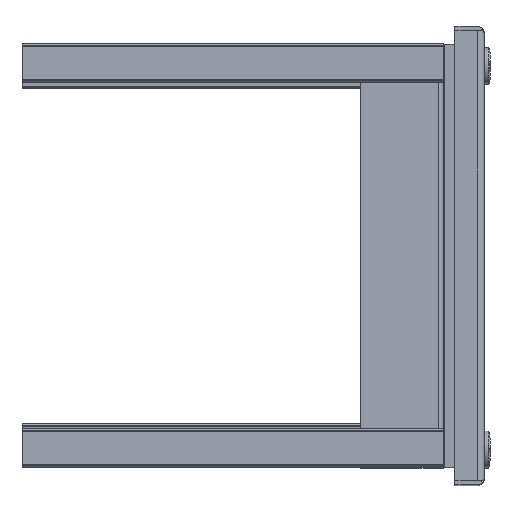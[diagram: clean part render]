
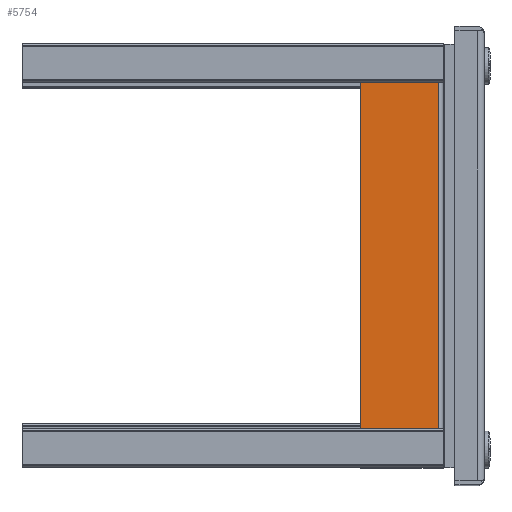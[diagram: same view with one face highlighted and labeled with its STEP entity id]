
A CAD part, top view. The second image highlights one B-rep face of the part: STEP entity #5754.
In plain terms, the highlighted face is planar.
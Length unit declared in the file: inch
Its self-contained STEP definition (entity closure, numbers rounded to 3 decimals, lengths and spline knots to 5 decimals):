
#144 = ORIENTED_EDGE ( 'NONE', *, *, #17904, .T. ) ;
#498 = CARTESIAN_POINT ( 'NONE',  ( -0.137, -7.537, -4.156 ) ) ;
#1196 = EDGE_CURVE ( 'NONE', #24341, #16277, #19658, .T. ) ;
#1270 = DIRECTION ( 'NONE',  ( 0., 0., -1. ) ) ;
#1434 = CARTESIAN_POINT ( 'NONE',  ( -0.137, -6.193, 4.5 ) ) ;
#1499 = CIRCLE ( 'NONE', #15931, 0.156 ) ;
#1648 = AXIS2_PLACEMENT_3D ( 'NONE', #5735, #19489, #7554 ) ;
#2127 = VECTOR ( 'NONE', #15508, 39.37008 ) ;
#2132 = DIRECTION ( 'NONE',  ( 0., 1., 0. ) ) ;
#2156 = VECTOR ( 'NONE', #29433, 39.37008 ) ;
#2680 = CARTESIAN_POINT ( 'NONE',  ( -0.137, -7.835, -4.5 ) ) ;
#2725 = CARTESIAN_POINT ( 'NONE',  ( -0.137, -6.193, 4.156 ) ) ;
#2804 = CARTESIAN_POINT ( 'NONE',  ( -0.137, -6.599, -4. ) ) ;
#2951 = CARTESIAN_POINT ( 'NONE',  ( -0.137, -6.193, -4.156 ) ) ;
#3161 = ORIENTED_EDGE ( 'NONE', *, *, #6209, .T. ) ;
#4311 = CARTESIAN_POINT ( 'NONE',  ( -0.137, -6.193, -4.5 ) ) ;
#4524 = VERTEX_POINT ( 'NONE', #26664 ) ;
#4556 = AXIS2_PLACEMENT_3D ( 'NONE', #15440, #17516, #1270 ) ;
#4644 = CARTESIAN_POINT ( 'NONE',  ( -0.137, -6.599, 4.156 ) ) ;
#5154 = VERTEX_POINT ( 'NONE', #28609 ) ;
#5389 = DIRECTION ( 'NONE',  ( 0., 0., 1. ) ) ;
#5553 = DIRECTION ( 'NONE',  ( 1., 0., 0. ) ) ;
#5613 = VECTOR ( 'NONE', #10815, 39.37008 ) ;
#5735 = CARTESIAN_POINT ( 'NONE',  ( -0.137, -7.537, -4. ) ) ;
#5754 = ADVANCED_FACE ( 'NONE', ( #8835, #8127, #25970 ), #19528, .T. ) ;
#5784 = VECTOR ( 'NONE', #25313, 39.37008 ) ;
#6209 = EDGE_CURVE ( 'NONE', #9938, #8283, #1499, .T. ) ;
#6253 = VECTOR ( 'NONE', #12021, 39.37008 ) ;
#6254 = DIRECTION ( 'NONE',  ( 1., 0., 0. ) ) ;
#6624 = CARTESIAN_POINT ( 'NONE',  ( -0.137, -6.193, 3.844 ) ) ;
#6971 = CIRCLE ( 'NONE', #10919, 0.156 ) ;
#7262 = EDGE_CURVE ( 'NONE', #5154, #9266, #24367, .T. ) ;
#7554 = DIRECTION ( 'NONE',  ( 0., 0., 1. ) ) ;
#7578 = CIRCLE ( 'NONE', #20849, 0.156 ) ;
#7805 = DIRECTION ( 'NONE',  ( 0., -1., 0. ) ) ;
#8127 = FACE_BOUND ( 'NONE', #24610, .T. ) ;
#8165 = EDGE_CURVE ( 'NONE', #9998, #27770, #7578, .T. ) ;
#8167 = VECTOR ( 'NONE', #7805, 39.37008 ) ;
#8283 = VERTEX_POINT ( 'NONE', #13482 ) ;
#8659 = CARTESIAN_POINT ( 'NONE',  ( -0.137, -6.193, -4.5 ) ) ;
#8835 = FACE_OUTER_BOUND ( 'NONE', #12027, .T. ) ;
#9138 = LINE ( 'NONE', #6624, #26307 ) ;
#9266 = VERTEX_POINT ( 'NONE', #18402 ) ;
#9938 = VERTEX_POINT ( 'NONE', #13449 ) ;
#9998 = VERTEX_POINT ( 'NONE', #16296 ) ;
#10815 = DIRECTION ( 'NONE',  ( 0., 0., 1. ) ) ;
#10919 = AXIS2_PLACEMENT_3D ( 'NONE', #2804, #5553, #26560 ) ;
#11349 = LINE ( 'NONE', #2951, #6253 ) ;
#12021 = DIRECTION ( 'NONE',  ( 0., 1., 0. ) ) ;
#12027 = EDGE_LOOP ( 'NONE', ( #27896, #144, #27086, #21964 ) ) ;
#12151 = DIRECTION ( 'NONE',  ( 0., -1., 0. ) ) ;
#13449 = CARTESIAN_POINT ( 'NONE',  ( -0.137, -7.537, 4.156 ) ) ;
#13482 = CARTESIAN_POINT ( 'NONE',  ( -0.137, -7.537, 3.844 ) ) ;
#13515 = LINE ( 'NONE', #1434, #2156 ) ;
#14430 = VERTEX_POINT ( 'NONE', #16673 ) ;
#15120 = VERTEX_POINT ( 'NONE', #498 ) ;
#15121 = EDGE_CURVE ( 'NONE', #27770, #9938, #25287, .T. ) ;
#15440 = CARTESIAN_POINT ( 'NONE',  ( -0.137, -6.193, -4.5 ) ) ;
#15508 = DIRECTION ( 'NONE',  ( 0., -1., 0. ) ) ;
#15931 = AXIS2_PLACEMENT_3D ( 'NONE', #17229, #23968, #5389 ) ;
#16277 = VERTEX_POINT ( 'NONE', #2680 ) ;
#16296 = CARTESIAN_POINT ( 'NONE',  ( -0.137, -6.599, 3.844 ) ) ;
#16673 = CARTESIAN_POINT ( 'NONE',  ( -0.137, -6.193, 4.5 ) ) ;
#16679 = VECTOR ( 'NONE', #12151, 39.37008 ) ;
#16765 = EDGE_CURVE ( 'NONE', #8283, #9998, #9138, .T. ) ;
#17229 = CARTESIAN_POINT ( 'NONE',  ( -0.137, -7.537, 4. ) ) ;
#17516 = DIRECTION ( 'NONE',  ( -1., 0., 0. ) ) ;
#17631 = EDGE_CURVE ( 'NONE', #14430, #24341, #23654, .T. ) ;
#17904 = EDGE_CURVE ( 'NONE', #16277, #20223, #23101, .T. ) ;
#18402 = CARTESIAN_POINT ( 'NONE',  ( -0.137, -7.537, -3.844 ) ) ;
#18896 = ORIENTED_EDGE ( 'NONE', *, *, #8165, .T. ) ;
#19489 = DIRECTION ( 'NONE',  ( 1., 0., 0. ) ) ;
#19528 = PLANE ( 'NONE',  #4556 ) ;
#19658 = LINE ( 'NONE', #8659, #2127 ) ;
#19819 = ORIENTED_EDGE ( 'NONE', *, *, #7262, .T. ) ;
#20003 = ORIENTED_EDGE ( 'NONE', *, *, #21040, .T. ) ;
#20223 = VERTEX_POINT ( 'NONE', #28843 ) ;
#20224 = CARTESIAN_POINT ( 'NONE',  ( -0.137, -6.599, 4. ) ) ;
#20363 = EDGE_LOOP ( 'NONE', ( #18896, #28150, #3161, #23213 ) ) ;
#20849 = AXIS2_PLACEMENT_3D ( 'NONE', #20224, #6254, #22595 ) ;
#21040 = EDGE_CURVE ( 'NONE', #9266, #15120, #24758, .T. ) ;
#21346 = CARTESIAN_POINT ( 'NONE',  ( -0.137, -6.193, -3.844 ) ) ;
#21964 = ORIENTED_EDGE ( 'NONE', *, *, #17631, .T. ) ;
#22276 = EDGE_CURVE ( 'NONE', #4524, #5154, #6971, .T. ) ;
#22540 = CARTESIAN_POINT ( 'NONE',  ( -0.137, -7.835, -4.5 ) ) ;
#22595 = DIRECTION ( 'NONE',  ( 0., 0., 1. ) ) ;
#23101 = LINE ( 'NONE', #22540, #5613 ) ;
#23213 = ORIENTED_EDGE ( 'NONE', *, *, #16765, .T. ) ;
#23654 = LINE ( 'NONE', #4311, #5784 ) ;
#23866 = ORIENTED_EDGE ( 'NONE', *, *, #22276, .T. ) ;
#23968 = DIRECTION ( 'NONE',  ( 1., 0., 0. ) ) ;
#24341 = VERTEX_POINT ( 'NONE', #28308 ) ;
#24367 = LINE ( 'NONE', #21346, #16679 ) ;
#24373 = EDGE_CURVE ( 'NONE', #15120, #4524, #11349, .T. ) ;
#24610 = EDGE_LOOP ( 'NONE', ( #25147, #23866, #19819, #20003 ) ) ;
#24758 = CIRCLE ( 'NONE', #1648, 0.156 ) ;
#25147 = ORIENTED_EDGE ( 'NONE', *, *, #24373, .T. ) ;
#25287 = LINE ( 'NONE', #2725, #8167 ) ;
#25313 = DIRECTION ( 'NONE',  ( 0., 0., -1. ) ) ;
#25970 = FACE_BOUND ( 'NONE', #20363, .T. ) ;
#26307 = VECTOR ( 'NONE', #2132, 39.37008 ) ;
#26560 = DIRECTION ( 'NONE',  ( 0., 0., 1. ) ) ;
#26664 = CARTESIAN_POINT ( 'NONE',  ( -0.137, -6.599, -4.156 ) ) ;
#26735 = EDGE_CURVE ( 'NONE', #20223, #14430, #13515, .T. ) ;
#27086 = ORIENTED_EDGE ( 'NONE', *, *, #26735, .T. ) ;
#27770 = VERTEX_POINT ( 'NONE', #4644 ) ;
#27896 = ORIENTED_EDGE ( 'NONE', *, *, #1196, .T. ) ;
#28150 = ORIENTED_EDGE ( 'NONE', *, *, #15121, .T. ) ;
#28308 = CARTESIAN_POINT ( 'NONE',  ( -0.137, -6.193, -4.5 ) ) ;
#28609 = CARTESIAN_POINT ( 'NONE',  ( -0.137, -6.599, -3.844 ) ) ;
#28843 = CARTESIAN_POINT ( 'NONE',  ( -0.137, -7.835, 4.5 ) ) ;
#29433 = DIRECTION ( 'NONE',  ( 0., 1., 0. ) ) ;
